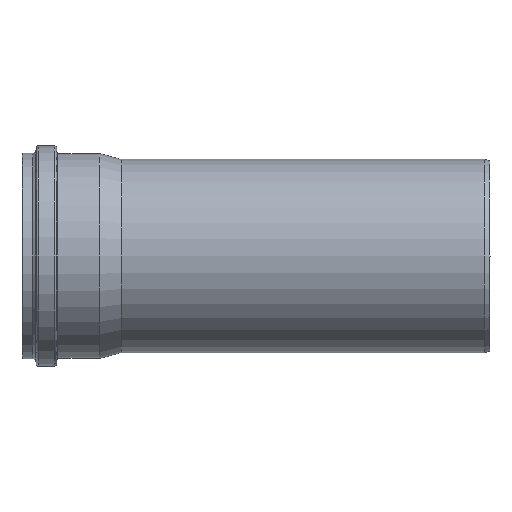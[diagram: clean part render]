
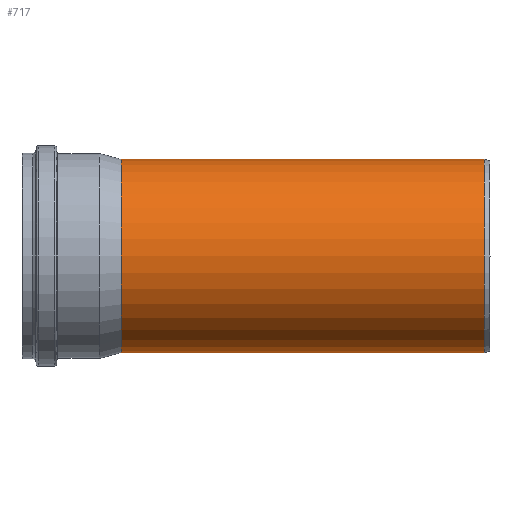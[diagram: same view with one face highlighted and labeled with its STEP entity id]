
A CAD part, front view. The second image highlights one B-rep face of the part: STEP entity #717.
In plain terms, the highlighted cylindrical face has radius 250 mm (diameter 500 mm), a full revolution.
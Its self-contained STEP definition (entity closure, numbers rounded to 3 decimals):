
#33=LINE('',#1255,#51);
#51=VECTOR('',#975,250.);
#67=CYLINDRICAL_SURFACE('',#795,250.);
#80=FACE_OUTER_BOUND('',#113,.T.);
#113=EDGE_LOOP('',(#508,#509,#510,#511,#512,#513));
#164=CIRCLE('',#793,250.);
#165=CIRCLE('',#794,250.);
#166=CIRCLE('',#796,250.);
#167=CIRCLE('',#797,250.);
#264=VERTEX_POINT('',#1245);
#265=VERTEX_POINT('',#1246);
#266=VERTEX_POINT('',#1251);
#267=VERTEX_POINT('',#1252);
#360=EDGE_CURVE('',#264,#265,#164,.T.);
#361=EDGE_CURVE('',#265,#264,#165,.T.);
#363=EDGE_CURVE('',#266,#267,#166,.T.);
#364=EDGE_CURVE('',#267,#266,#167,.T.);
#365=EDGE_CURVE('',#267,#265,#33,.T.);
#508=ORIENTED_EDGE('',*,*,#363,.F.);
#509=ORIENTED_EDGE('',*,*,#364,.F.);
#510=ORIENTED_EDGE('',*,*,#365,.T.);
#511=ORIENTED_EDGE('',*,*,#361,.T.);
#512=ORIENTED_EDGE('',*,*,#360,.T.);
#513=ORIENTED_EDGE('',*,*,#365,.F.);
#717=ADVANCED_FACE('',(#80),#67,.T.);
#793=AXIS2_PLACEMENT_3D('',#1247,#964,#965);
#794=AXIS2_PLACEMENT_3D('',#1248,#966,#967);
#795=AXIS2_PLACEMENT_3D('',#1250,#969,#970);
#796=AXIS2_PLACEMENT_3D('',#1253,#971,#972);
#797=AXIS2_PLACEMENT_3D('',#1254,#973,#974);
#964=DIRECTION('center_axis',(1.,0.,0.));
#965=DIRECTION('ref_axis',(0.,0.,-1.));
#966=DIRECTION('center_axis',(1.,0.,0.));
#967=DIRECTION('ref_axis',(0.,0.,-1.));
#969=DIRECTION('center_axis',(1.,0.,0.));
#970=DIRECTION('ref_axis',(0.,1.,0.));
#971=DIRECTION('center_axis',(1.,0.,0.));
#972=DIRECTION('ref_axis',(0.,0.,-1.));
#973=DIRECTION('center_axis',(1.,0.,0.));
#974=DIRECTION('ref_axis',(0.,0.,-1.));
#975=DIRECTION('',(-1.,0.,0.));
#1245=CARTESIAN_POINT('',(255.981,250.,0.));
#1246=CARTESIAN_POINT('',(255.981,-250.,0.));
#1247=CARTESIAN_POINT('Origin',(255.981,0.,0.));
#1248=CARTESIAN_POINT('Origin',(255.981,0.,0.));
#1250=CARTESIAN_POINT('Origin',(725.49,0.,0.));
#1251=CARTESIAN_POINT('',(1195.,250.,0.));
#1252=CARTESIAN_POINT('',(1195.,-250.,0.));
#1253=CARTESIAN_POINT('Origin',(1195.,0.,0.));
#1254=CARTESIAN_POINT('Origin',(1195.,0.,0.));
#1255=CARTESIAN_POINT('',(725.49,-250.,0.));
